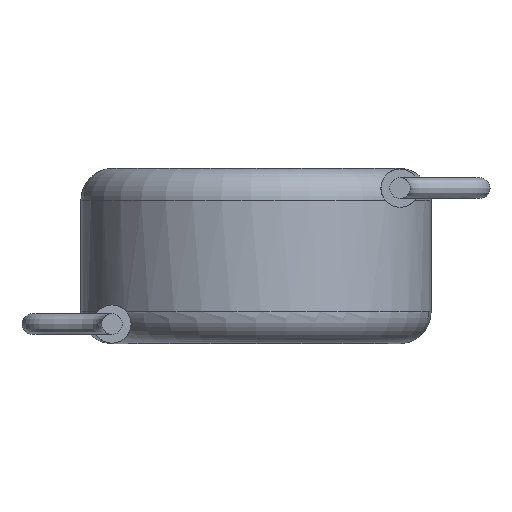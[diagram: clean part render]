
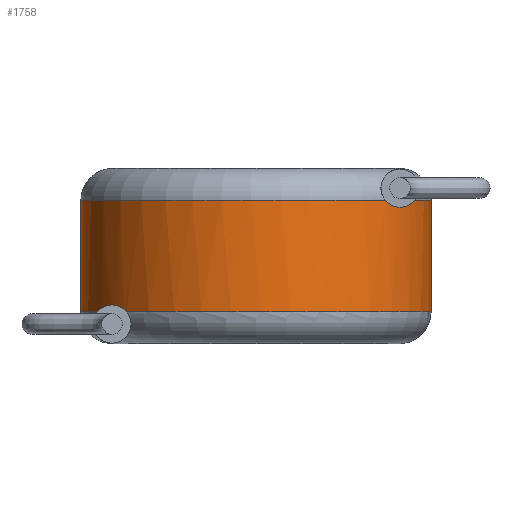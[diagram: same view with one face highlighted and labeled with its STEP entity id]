
A CAD part, front view. The second image highlights one B-rep face of the part: STEP entity #1758.
In plain terms, the highlighted cylindrical face has radius 5.5 mm (diameter 11 mm), a partial arc.
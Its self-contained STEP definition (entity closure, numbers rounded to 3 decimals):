
#44 = EDGE_CURVE ( 'NONE', #1337, #1580, #3634, .T. ) ;
#109 = CARTESIAN_POINT ( 'NONE',  ( -4.715, -2.836, 1.189 ) ) ;
#123 = EDGE_CURVE ( 'NONE', #2999, #2434, #2816, .T. ) ;
#152 = CARTESIAN_POINT ( 'NONE',  ( -5.5, 0., 5.5 ) ) ;
#168 = VERTEX_POINT ( 'NONE', #3455 ) ;
#267 = DIRECTION ( 'NONE',  ( 0., 0., -1. ) ) ;
#379 = LINE ( 'NONE', #152, #491 ) ;
#400 = AXIS2_PLACEMENT_3D ( 'NONE', #2998, #2059, #3997 ) ;
#404 = CARTESIAN_POINT ( 'NONE',  ( 4.13, -3.634, 4.417 ) ) ;
#471 = ORIENTED_EDGE ( 'NONE', *, *, #123, .T. ) ;
#480 = DIRECTION ( 'NONE',  ( 1., 0., 0. ) ) ;
#491 = VECTOR ( 'NONE', #3981, 1000. ) ;
#492 = CARTESIAN_POINT ( 'NONE',  ( -4.061, -3.71, 1. ) ) ;
#593 = CARTESIAN_POINT ( 'NONE',  ( -5.5, 0., 1. ) ) ;
#595 = ORIENTED_EDGE ( 'NONE', *, *, #673, .F. ) ;
#634 = ORIENTED_EDGE ( 'NONE', *, *, #1753, .T. ) ;
#673 = EDGE_CURVE ( 'NONE', #1337, #2527, #708, .T. ) ;
#681 = EDGE_CURVE ( 'NONE', #1899, #1118, #379, .T. ) ;
#697 = CARTESIAN_POINT ( 'NONE',  ( 4.522, -3.131, 4.284 ) ) ;
#708 = B_SPLINE_CURVE_WITH_KNOTS ( 'NONE', 3,
 ( #492, #1723, #1735, #3054, #777, #2057, #109, #1440, #1096, #2366 ),
 .UNSPECIFIED., .F., .F.,
 ( 4, 2, 2, 2, 4 ),
 ( 0., 0., 0.001, 0.001, 0.002 ),
 .UNSPECIFIED. ) ;
#728 = CARTESIAN_POINT ( 'NONE',  ( 0., 0., 5.5 ) ) ;
#777 = CARTESIAN_POINT ( 'NONE',  ( -4.482, -3.191, 1.22 ) ) ;
#790 = CARTESIAN_POINT ( 'NONE',  ( 4.522, -3.131, 4.284 ) ) ;
#839 = AXIS2_PLACEMENT_3D ( 'NONE', #2343, #3621, #1414 ) ;
#883 = CIRCLE ( 'NONE', #839, 5.5 ) ;
#1018 = CARTESIAN_POINT ( 'NONE',  ( 4.983, -2.328, 4.5 ) ) ;
#1040 = CARTESIAN_POINT ( 'NONE',  ( -4.974, -2.347, 1.011 ) ) ;
#1044 = CARTESIAN_POINT ( 'NONE',  ( 4.061, -3.71, 4.5 ) ) ;
#1060 = AXIS2_PLACEMENT_3D ( 'NONE', #2206, #267, #2845 ) ;
#1096 = CARTESIAN_POINT ( 'NONE',  ( -4.914, -2.474, 1.078 ) ) ;
#1118 = VERTEX_POINT ( 'NONE', #593 ) ;
#1170 = CARTESIAN_POINT ( 'NONE',  ( 5.5, 0., 4.5 ) ) ;
#1337 = VERTEX_POINT ( 'NONE', #3254 ) ;
#1396 = CARTESIAN_POINT ( 'NONE',  ( -4.983, -2.328, 1. ) ) ;
#1414 = DIRECTION ( 'NONE',  ( 1., 0., 0. ) ) ;
#1440 = CARTESIAN_POINT ( 'NONE',  ( -4.851, -2.595, 1.123 ) ) ;
#1477 = CARTESIAN_POINT ( 'NONE',  ( 4.969, -2.357, 4.484 ) ) ;
#1575 = CARTESIAN_POINT ( 'NONE',  ( -4.969, -2.357, 1.016 ) ) ;
#1580 = VERTEX_POINT ( 'NONE', #3745 ) ;
#1668 = ORIENTED_EDGE ( 'NONE', *, *, #2214, .F. ) ;
#1700 = ORIENTED_EDGE ( 'NONE', *, *, #3507, .T. ) ;
#1708 = CARTESIAN_POINT ( 'NONE',  ( 4.969, -2.357, 4.484 ) ) ;
#1723 = CARTESIAN_POINT ( 'NONE',  ( -4.136, -3.627, 1.091 ) ) ;
#1726 = AXIS2_PLACEMENT_3D ( 'NONE', #3445, #1830, #480 ) ;
#1735 = CARTESIAN_POINT ( 'NONE',  ( -4.225, -3.524, 1.146 ) ) ;
#1753 = EDGE_CURVE ( 'NONE', #168, #1899, #883, .T. ) ;
#1758 = ADVANCED_FACE ( 'NONE', ( #3522 ), #2411, .T. ) ;
#1830 = DIRECTION ( 'NONE',  ( 0., 0., 1. ) ) ;
#1845 = LINE ( 'NONE', #2804, #2802 ) ;
#1887 = EDGE_CURVE ( 'NONE', #1118, #4155, #3060, .T. ) ;
#1899 = VERTEX_POINT ( 'NONE', #2696 ) ;
#1954 = VERTEX_POINT ( 'NONE', #790 ) ;
#1997 = CARTESIAN_POINT ( 'NONE',  ( 4.522, -3.131, 4.284 ) ) ;
#2037 = ORIENTED_EDGE ( 'NONE', *, *, #2428, .F. ) ;
#2044 = CIRCLE ( 'NONE', #1060, 5.5 ) ;
#2050 = CARTESIAN_POINT ( 'NONE',  ( 4.369, -3.343, 4.297 ) ) ;
#2054 = CARTESIAN_POINT ( 'NONE',  ( -4.978, -2.338, 1.005 ) ) ;
#2057 = CARTESIAN_POINT ( 'NONE',  ( -4.641, -2.955, 1.21 ) ) ;
#2059 = DIRECTION ( 'NONE',  ( 0., 0., 1. ) ) ;
#2206 = CARTESIAN_POINT ( 'NONE',  ( 0., 0., 4.5 ) ) ;
#2214 = EDGE_CURVE ( 'NONE', #1954, #2434, #2525, .T. ) ;
#2315 = DIRECTION ( 'NONE',  ( 0., 0., -1. ) ) ;
#2321 = CARTESIAN_POINT ( 'NONE',  ( 4.61, -3.004, 4.284 ) ) ;
#2343 = CARTESIAN_POINT ( 'NONE',  ( 0., 0., 4.5 ) ) ;
#2366 = CARTESIAN_POINT ( 'NONE',  ( -4.969, -2.357, 1.016 ) ) ;
#2411 = CYLINDRICAL_SURFACE ( 'NONE', #3304, 5.5 ) ;
#2427 = CARTESIAN_POINT ( 'NONE',  ( 4.969, -2.357, 4.484 ) ) ;
#2428 = EDGE_CURVE ( 'NONE', #2496, #1580, #1845, .T. ) ;
#2434 = VERTEX_POINT ( 'NONE', #2427 ) ;
#2496 = VERTEX_POINT ( 'NONE', #1170 ) ;
#2525 = B_SPLINE_CURVE_WITH_KNOTS ( 'NONE', 3,
 ( #1997, #2321, #2707, #3024, #3378, #1708 ),
 .UNSPECIFIED., .F., .F.,
 ( 4, 2, 4 ),
 ( 0.003, 0.004, 0.004 ),
 .UNSPECIFIED. ) ;
#2527 = VERTEX_POINT ( 'NONE', #1575 ) ;
#2674 = CARTESIAN_POINT ( 'NONE',  ( 4.447, -3.239, 4.284 ) ) ;
#2696 = CARTESIAN_POINT ( 'NONE',  ( -5.5, 0., 4.5 ) ) ;
#2707 = CARTESIAN_POINT ( 'NONE',  ( 4.691, -2.875, 4.302 ) ) ;
#2753 = CARTESIAN_POINT ( 'NONE',  ( 4.983, -2.328, 4.5 ) ) ;
#2802 = VECTOR ( 'NONE', #3705, 1000. ) ;
#2804 = CARTESIAN_POINT ( 'NONE',  ( 5.5, 0., 5.5 ) ) ;
#2816 = B_SPLINE_CURVE_WITH_KNOTS ( 'NONE', 3,
 ( #2753, #3414, #4078, #1477 ),
 .UNSPECIFIED., .F., .F.,
 ( 4, 4 ),
 ( 0., 0. ),
 .UNSPECIFIED. ) ;
#2845 = DIRECTION ( 'NONE',  ( 1., 0., 0. ) ) ;
#2927 = ORIENTED_EDGE ( 'NONE', *, *, #44, .T. ) ;
#2946 = CARTESIAN_POINT ( 'NONE',  ( -4.969, -2.357, 1.016 ) ) ;
#2998 = CARTESIAN_POINT ( 'NONE',  ( 0., 0., 1. ) ) ;
#2999 = VERTEX_POINT ( 'NONE', #1018 ) ;
#3024 = CARTESIAN_POINT ( 'NONE',  ( 4.841, -2.615, 4.369 ) ) ;
#3054 = CARTESIAN_POINT ( 'NONE',  ( -4.397, -3.307, 1.21 ) ) ;
#3060 = CIRCLE ( 'NONE', #400, 5.5 ) ;
#3070 = EDGE_CURVE ( 'NONE', #4155, #2527, #4019, .T. ) ;
#3254 = CARTESIAN_POINT ( 'NONE',  ( -4.061, -3.71, 1. ) ) ;
#3291 = DIRECTION ( 'NONE',  ( -1., 0., 0. ) ) ;
#3304 = AXIS2_PLACEMENT_3D ( 'NONE', #728, #2315, #3291 ) ;
#3378 = CARTESIAN_POINT ( 'NONE',  ( 4.91, -2.483, 4.417 ) ) ;
#3414 = CARTESIAN_POINT ( 'NONE',  ( 4.978, -2.338, 4.495 ) ) ;
#3445 = CARTESIAN_POINT ( 'NONE',  ( 0., 0., 1. ) ) ;
#3455 = CARTESIAN_POINT ( 'NONE',  ( 4.061, -3.71, 4.5 ) ) ;
#3507 = EDGE_CURVE ( 'NONE', #2496, #2999, #2044, .T. ) ;
#3522 = FACE_OUTER_BOUND ( 'NONE', #3979, .T. ) ;
#3556 = ORIENTED_EDGE ( 'NONE', *, *, #3070, .T. ) ;
#3621 = DIRECTION ( 'NONE',  ( 0., 0., -1. ) ) ;
#3634 = CIRCLE ( 'NONE', #1726, 5.5 ) ;
#3687 = CARTESIAN_POINT ( 'NONE',  ( -4.983, -2.328, 1. ) ) ;
#3705 = DIRECTION ( 'NONE',  ( 0., 0., -1. ) ) ;
#3738 = ORIENTED_EDGE ( 'NONE', *, *, #681, .T. ) ;
#3745 = CARTESIAN_POINT ( 'NONE',  ( 5.5, 0., 1. ) ) ;
#3801 = EDGE_CURVE ( 'NONE', #168, #1954, #4177, .T. ) ;
#3918 = CARTESIAN_POINT ( 'NONE',  ( 4.211, -3.541, 4.364 ) ) ;
#3958 = ORIENTED_EDGE ( 'NONE', *, *, #1887, .T. ) ;
#3979 = EDGE_LOOP ( 'NONE', ( #2037, #1700, #471, #1668, #4003, #634, #3738, #3958, #3556, #595, #2927 ) ) ;
#3981 = DIRECTION ( 'NONE',  ( 0., 0., -1. ) ) ;
#3997 = DIRECTION ( 'NONE',  ( 1., 0., 0. ) ) ;
#4003 = ORIENTED_EDGE ( 'NONE', *, *, #3801, .F. ) ;
#4019 = B_SPLINE_CURVE_WITH_KNOTS ( 'NONE', 3,
 ( #1396, #2054, #1040, #2946 ),
 .UNSPECIFIED., .F., .F.,
 ( 4, 4 ),
 ( 0., 0. ),
 .UNSPECIFIED. ) ;
#4078 = CARTESIAN_POINT ( 'NONE',  ( 4.974, -2.347, 4.489 ) ) ;
#4155 = VERTEX_POINT ( 'NONE', #3687 ) ;
#4177 = B_SPLINE_CURVE_WITH_KNOTS ( 'NONE', 3,
 ( #1044, #404, #3918, #2050, #2674, #697 ),
 .UNSPECIFIED., .F., .F.,
 ( 4, 2, 4 ),
 ( 0.003, 0.003, 0.003 ),
 .UNSPECIFIED. ) ;
